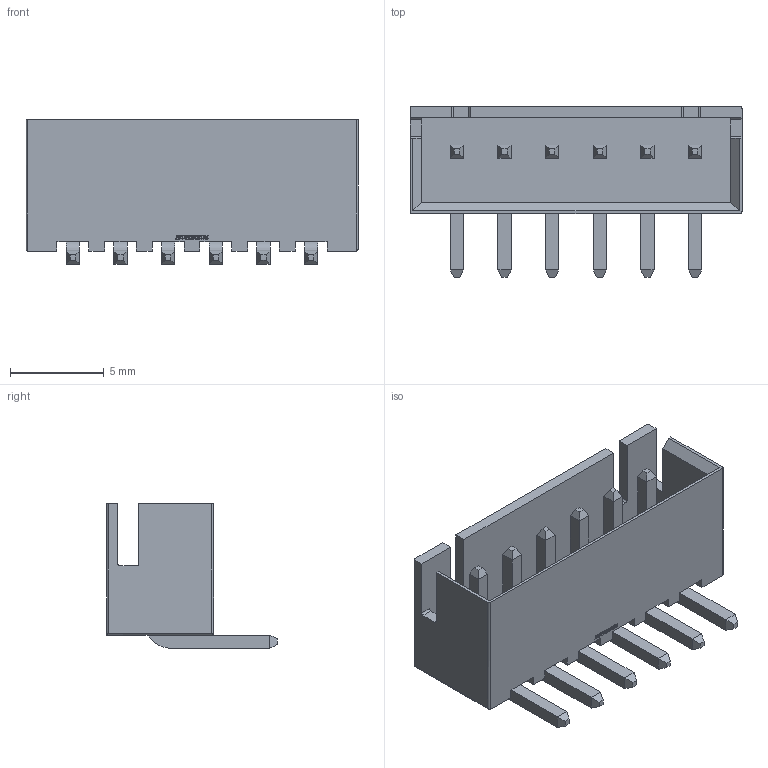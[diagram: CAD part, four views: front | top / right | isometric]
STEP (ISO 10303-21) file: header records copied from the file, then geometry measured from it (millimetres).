
FILE_DESCRIPTION((''),'2;1');
FILE_NAME('XH2_54-6P_H_ASM','2020-10-15T09:23:04',('admin'),(''),'CREO PARAMETRIC BY PTC INC, 2020044','CREO PARAMETRIC BY PTC INC, 2020044','');
FILE_SCHEMA(('AUTOMOTIVE_DESIGN { 1 0 10303 214 1 1 1 1 }'));
Length unit declared in the file: millimetre
Products named in the file (3): XH2_54-6P_H-2976_AF0; XH2_54-6P_H-7239_AF0_ASM; XH2_54-6P_H_ASM
Assembly tree (2 placements, depth 3):
  XH2_54-6P_H_ASM
    XH2_54-6P_H-7239_AF0_ASM
      XH2_54-6P_H-2976_AF0
Bounding box: 17.7 x 9.1 x 7.7 mm (x, y, z)
Volume: 291.7 mm3; surface area: 958.4 mm2
Topology: 1 solids, 1 shells, 521 faces, 1362 edges, 890 vertices
Faces by surface type: plane 428, extrusion 67, cylinder 26
Entity records: 21139 total; most frequent: CARTESIAN_POINT 3331, ORIENTED_EDGE 2724, DIRECTION 2255, PRESENTATION_STYLE_ASSIGNMENT 1505, STYLED_ITEM 1363, CURVE_STYLE 1362, EDGE_CURVE 1362, VECTOR 1247
